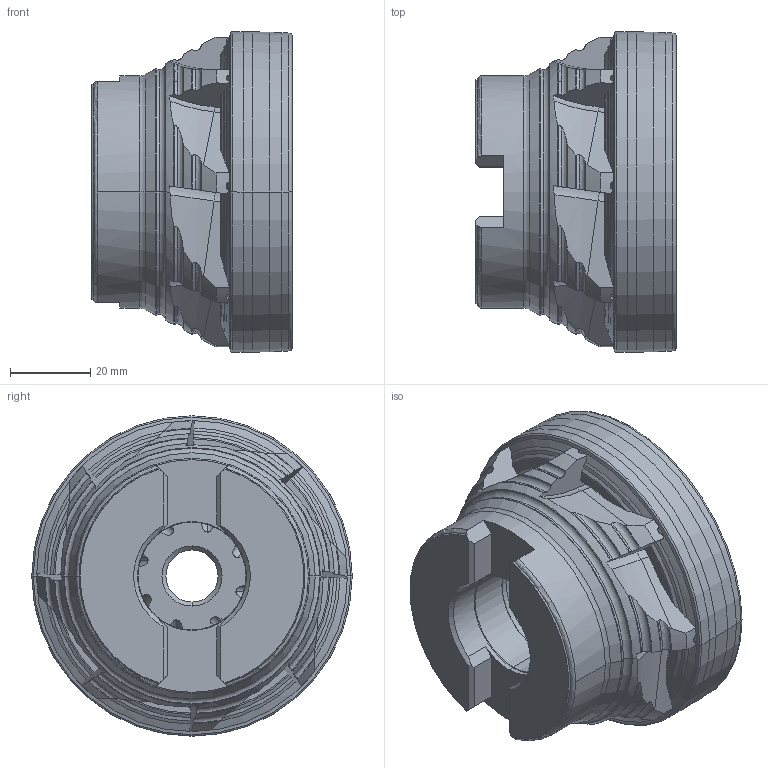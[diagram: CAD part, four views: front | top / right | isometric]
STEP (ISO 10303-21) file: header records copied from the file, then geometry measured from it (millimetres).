
FILE_DESCRIPTION (( 'STEP AP214' ), '1' );
FILE_NAME ('90PP-080-70-8.STEP', '2019-07-31T06:06:50', ( '' ), ( '' ), 'SwSTEP 2.0', 'SolidWorks 2019', '' );
FILE_SCHEMA (( 'AUTOMOTIVE_DESIGN' ));
Length unit declared in the file: millimetre
Products named in the file (1): 90PP-080-70-8
Bounding box: 50.02 x 79.93 x 79.93 mm (x, y, z)
Volume: 152943.2 mm3; surface area: 25695.3 mm2
Topology: 1 solids, 9 shells, 441 faces, 1201 edges, 780 vertices
Faces by surface type: cone 132, torus 108, cylinder 103, plane 98
Entity records: 17412 total; most frequent: CARTESIAN_POINT 5739, ORIENTED_EDGE 2402, DIRECTION 1843, EDGE_CURVE 1201, AXIS2_PLACEMENT_3D 800, VERTEX_POINT 780, B_SPLINE_CURVE_WITH_KNOTS 525, EDGE_LOOP 445
